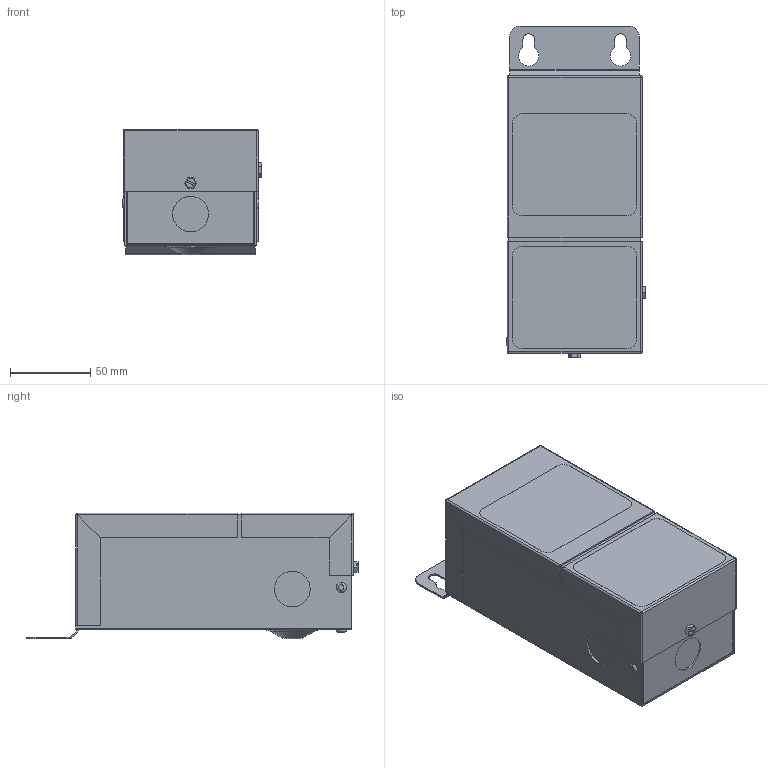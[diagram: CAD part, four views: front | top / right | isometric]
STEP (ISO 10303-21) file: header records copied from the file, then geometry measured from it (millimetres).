
FILE_DESCRIPTION (( 'STEP AP214' ), '1' );
FILE_NAME ('416-1201-000.STEP', '2014-06-19T14:26:39', ( '' ), ( '' ), 'SwSTEP 2.0', 'SolidWorks 2013', '' );
FILE_SCHEMA (( 'AUTOMOTIVE_DESIGN' ));
Length unit declared in the file: inch
Products named in the file (1): 416-1201-000
Bounding box: 86.87 x 206.76 x 78.26 mm (x, y, z)
Volume: 1038931.4 mm3; surface area: 72695.9 mm2
Topology: 1 solids, 1 shells, 150 faces, 383 edges, 244 vertices
Faces by surface type: plane 89, cylinder 45, torus 10, sphere 4, cone 2
Entity records: 5362 total; most frequent: DIRECTION 797, CARTESIAN_POINT 786, ORIENTED_EDGE 758, EDGE_CURVE 379, AXIS2_PLACEMENT_3D 271, LINE 255, VECTOR 255, VERTEX_POINT 244
